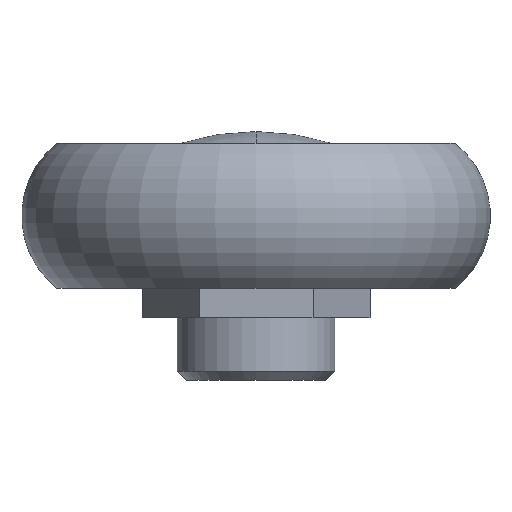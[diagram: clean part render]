
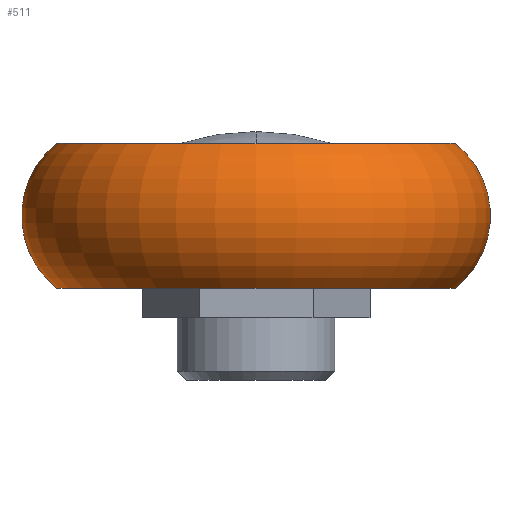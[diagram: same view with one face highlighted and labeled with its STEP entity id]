
A CAD part, front view. The second image highlights one B-rep face of the part: STEP entity #511.
In plain terms, the highlighted toroidal (fillet/blend) face has major radius 10.8 mm and minor radius 7 mm.
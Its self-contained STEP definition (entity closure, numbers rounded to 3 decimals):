
#22 = EDGE_LOOP ( 'NONE', ( #587, #588, #608, #609 ) ) ;
#77 = EDGE_CURVE ( 'NONE', #223, #220, #758, .T. ) ;
#82 = EDGE_CURVE ( 'NONE', #224, #219, #765, .T. ) ;
#93 = EDGE_CURVE ( 'NONE', #220, #219, #780, .T. ) ;
#95 = EDGE_CURVE ( 'NONE', #223, #224, #782, .T. ) ;
#133 = AXIS2_PLACEMENT_3D ( 'NONE', #321, #322, #323 ) ;
#136 = AXIS2_PLACEMENT_3D ( 'NONE', #335, #336, #337 ) ;
#139 = AXIS2_PLACEMENT_3D ( 'NONE', #360, #362, #363 ) ;
#141 = AXIS2_PLACEMENT_3D ( 'NONE', #361, #368, #369 ) ;
#155 = AXIS2_PLACEMENT_3D ( 'NONE', #924, #923, #926 ) ;
#219 = VERTEX_POINT ( 'NONE', #462 ) ;
#220 = VERTEX_POINT ( 'NONE', #463 ) ;
#223 = VERTEX_POINT ( 'NONE', #466 ) ;
#224 = VERTEX_POINT ( 'NONE', #467 ) ;
#321 = CARTESIAN_POINT ( 'NONE',  ( 10.8, 0., 0. ) ) ;
#322 = DIRECTION ( 'NONE',  ( 0., 1., 0. ) ) ;
#323 = DIRECTION ( 'NONE',  ( -1., 0., 0. ) ) ;
#335 = CARTESIAN_POINT ( 'NONE',  ( -10.8, 0., 0. ) ) ;
#336 = DIRECTION ( 'NONE',  ( 0., -1., 0. ) ) ;
#337 = DIRECTION ( 'NONE',  ( 0., 0., -1. ) ) ;
#360 = CARTESIAN_POINT ( 'NONE',  ( 0., 0., -5.495 ) ) ;
#361 = CARTESIAN_POINT ( 'NONE',  ( 0., 0., 5.495 ) ) ;
#362 = DIRECTION ( 'NONE',  ( 0., 0., -1. ) ) ;
#363 = DIRECTION ( 'NONE',  ( -1., 0., 0. ) ) ;
#368 = DIRECTION ( 'NONE',  ( 0., 0., -1. ) ) ;
#369 = DIRECTION ( 'NONE',  ( -1., 0., 0. ) ) ;
#462 = CARTESIAN_POINT ( 'NONE',  ( -15.136, 0., -5.495 ) ) ;
#463 = CARTESIAN_POINT ( 'NONE',  ( 15.136, 0., -5.495 ) ) ;
#466 = CARTESIAN_POINT ( 'NONE',  ( 15.136, 0., 5.495 ) ) ;
#467 = CARTESIAN_POINT ( 'NONE',  ( -15.136, 0., 5.495 ) ) ;
#511 = ADVANCED_FACE ( 'NONE', ( #848 ), #852, .T. ) ;
#587 = ORIENTED_EDGE ( 'NONE', *, *, #77, .F. ) ;
#588 = ORIENTED_EDGE ( 'NONE', *, *, #95, .T. ) ;
#608 = ORIENTED_EDGE ( 'NONE', *, *, #82, .T. ) ;
#609 = ORIENTED_EDGE ( 'NONE', *, *, #93, .F. ) ;
#758 = CIRCLE ( 'NONE', #133, 7. ) ;
#765 = CIRCLE ( 'NONE', #136, 7. ) ;
#780 = CIRCLE ( 'NONE', #139, 15.136 ) ;
#782 = CIRCLE ( 'NONE', #141, 15.136 ) ;
#848 = FACE_OUTER_BOUND ( 'NONE', #22, .T. ) ;
#852 = TOROIDAL_SURFACE ( 'NONE', #155, 10.8, 7. ) ;
#923 = DIRECTION ( 'NONE',  ( 0., 0., -1. ) ) ;
#924 = CARTESIAN_POINT ( 'NONE',  ( 0., 0., 0. ) ) ;
#926 = DIRECTION ( 'NONE',  ( -1., 0., 0. ) ) ;
